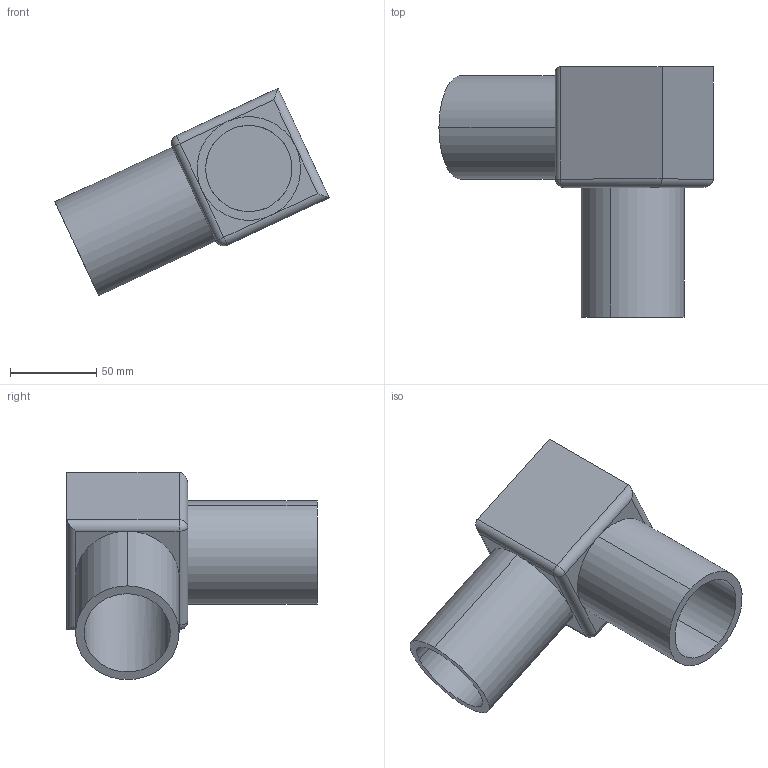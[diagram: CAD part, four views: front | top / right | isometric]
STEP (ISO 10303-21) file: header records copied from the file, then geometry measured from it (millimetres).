
FILE_DESCRIPTION(('CoCreate Modeling STEP Export'),'2;1');
FILE_NAME('b4.stp','2011-05-24T 9:09:23',(''),(''),'CoCreate Modeling STEP processor for AP214 (Solid Model)','CoCreate Modeling 18.0P1120 20-Nov-2010 (C) Parametric Technology GmbH','');
FILE_SCHEMA(('AUTOMOTIVE_DESIGN { 1 0 10303 214 1 1 1 1 }'));
Length unit declared in the file: millimetre
Products named in the file (4): 60211ELBOW-13810.PRT; 60211ELBOW-14140.ASM; PART_60211ELBOW.stp; p1
Assembly tree (2 placements, depth 3):
  PART_60211ELBOW.stp
    60211ELBOW-14140.ASM
      60211ELBOW-13810.PRT
  p1
Bounding box: 158.88 x 145 x 120.19 mm (x, y, z)
Volume: 317765.5 mm3; surface area: 89013 mm2
Topology: 1 solids, 1 shells, 37 faces, 77 edges, 40 vertices
Faces by surface type: cylinder 19, plane 16, sphere 2
Entity records: 1166 total; most frequent: CARTESIAN_POINT 345, DIRECTION 159, ORIENTED_EDGE 150, EDGE_CURVE 75, AXIS2_PLACEMENT_3D 62, VERTEX_POINT 40, EDGE_LOOP 39, FACE_OUTER_BOUND 37
